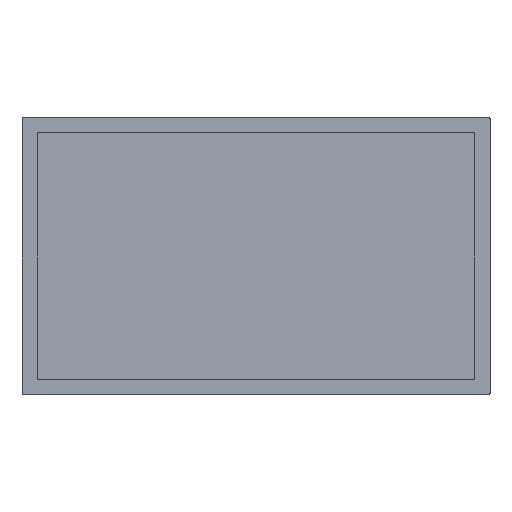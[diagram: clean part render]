
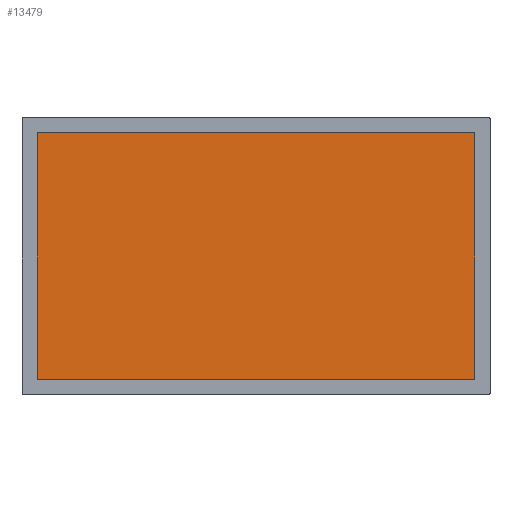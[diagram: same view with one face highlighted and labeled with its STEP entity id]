
A CAD part, top view. The second image highlights one B-rep face of the part: STEP entity #13479.
In plain terms, the highlighted planar face has unit normal (0, 0, 1).
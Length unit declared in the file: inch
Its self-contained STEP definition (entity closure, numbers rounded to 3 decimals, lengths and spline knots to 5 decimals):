
#116 = CARTESIAN_POINT ( 'NONE',  ( -11.79134, -6.64469, 0.42244 ) ) ;
#343 = FACE_OUTER_BOUND ( 'NONE', #14233, .T. ) ;
#1190 = DIRECTION ( 'NONE',  ( -1., 0., 0. ) ) ;
#1376 = LINE ( 'NONE', #9880, #2709 ) ;
#2510 = CARTESIAN_POINT ( 'NONE',  ( -11.79134, -6.64469, 0.42244 ) ) ;
#2709 = VECTOR ( 'NONE', #1190, 39.37008 ) ;
#3484 = VERTEX_POINT ( 'NONE', #9347 ) ;
#3830 = CARTESIAN_POINT ( 'NONE',  ( 11.79134, 6.64469, 0.42244 ) ) ;
#4140 = EDGE_CURVE ( 'NONE', #7440, #5769, #1376, .T. ) ;
#5126 = ORIENTED_EDGE ( 'NONE', *, *, #28945, .T. ) ;
#5769 = VERTEX_POINT ( 'NONE', #13387 ) ;
#6684 = DIRECTION ( 'NONE',  ( 0., 1., 0. ) ) ;
#7440 = VERTEX_POINT ( 'NONE', #3830 ) ;
#8435 = VERTEX_POINT ( 'NONE', #116 ) ;
#9264 = LINE ( 'NONE', #24734, #20070 ) ;
#9347 = CARTESIAN_POINT ( 'NONE',  ( 11.79134, -6.64469, 0.42244 ) ) ;
#9793 = CARTESIAN_POINT ( 'NONE',  ( -12.02756, -7.07776, 0.42244 ) ) ;
#9880 = CARTESIAN_POINT ( 'NONE',  ( 11.79134, 6.64469, 0.42244 ) ) ;
#11865 = ORIENTED_EDGE ( 'NONE', *, *, #4140, .T. ) ;
#11893 = CARTESIAN_POINT ( 'NONE',  ( -11.79134, 6.64469, 0.42244 ) ) ;
#13387 = CARTESIAN_POINT ( 'NONE',  ( -11.79134, 6.64469, 0.42244 ) ) ;
#13479 = ADVANCED_FACE ( 'NONE', ( #343 ), #21686, .T. ) ;
#14233 = EDGE_LOOP ( 'NONE', ( #11865, #5126, #32078, #37590 ) ) ;
#14767 = DIRECTION ( 'NONE',  ( 1., 0., 0. ) ) ;
#20070 = VECTOR ( 'NONE', #6684, 39.37008 ) ;
#20358 = VECTOR ( 'NONE', #36387, 39.37008 ) ;
#21490 = DIRECTION ( 'NONE',  ( 1., 0., 0. ) ) ;
#21686 = PLANE ( 'NONE',  #21875 ) ;
#21875 = AXIS2_PLACEMENT_3D ( 'NONE', #9793, #21877, #21490 ) ;
#21877 = DIRECTION ( 'NONE',  ( 0., 0., 1. ) ) ;
#24734 = CARTESIAN_POINT ( 'NONE',  ( 11.79134, -6.64469, 0.42244 ) ) ;
#26457 = LINE ( 'NONE', #2510, #34124 ) ;
#28945 = EDGE_CURVE ( 'NONE', #5769, #8435, #30487, .T. ) ;
#30487 = LINE ( 'NONE', #11893, #20358 ) ;
#32078 = ORIENTED_EDGE ( 'NONE', *, *, #34082, .T. ) ;
#34082 = EDGE_CURVE ( 'NONE', #8435, #3484, #26457, .T. ) ;
#34124 = VECTOR ( 'NONE', #14767, 39.37008 ) ;
#36387 = DIRECTION ( 'NONE',  ( 0., -1., 0. ) ) ;
#36834 = EDGE_CURVE ( 'NONE', #3484, #7440, #9264, .T. ) ;
#37590 = ORIENTED_EDGE ( 'NONE', *, *, #36834, .T. ) ;
